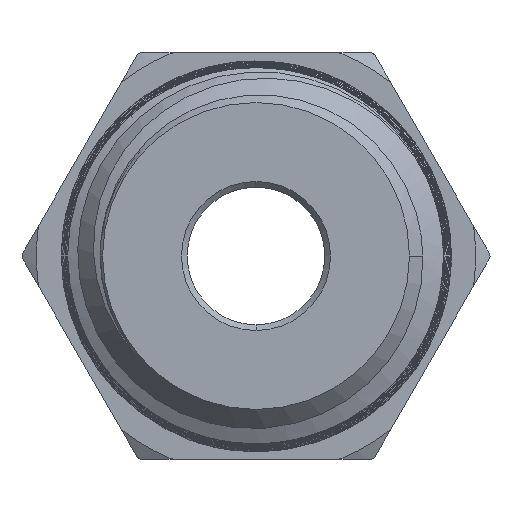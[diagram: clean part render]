
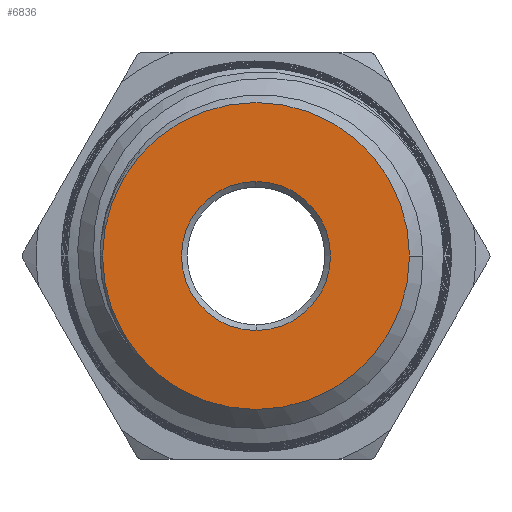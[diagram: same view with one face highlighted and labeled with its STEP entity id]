
A CAD part, left-side view. The second image highlights one B-rep face of the part: STEP entity #6836.
In plain terms, the highlighted planar face has unit normal (-1, 0, 0).
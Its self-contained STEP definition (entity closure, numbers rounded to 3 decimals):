
#2312=CARTESIAN_POINT('',(-15.35,0.,0.));
#2313=DIRECTION('',(-1.,0.,0.));
#2314=DIRECTION('',(0.,1.,0.));
#2315=AXIS2_PLACEMENT_3D('',#2312,#2313,#2314);
#2317=CARTESIAN_POINT('',(-15.35,0.,0.));
#2318=DIRECTION('',(-1.,0.,0.));
#2319=DIRECTION('',(0.,-1.,0.));
#2320=AXIS2_PLACEMENT_3D('',#2317,#2318,#2319);
#2322=CARTESIAN_POINT('',(-15.35,0.,0.));
#2323=DIRECTION('',(1.,0.,0.));
#2324=DIRECTION('',(0.,0.,-1.));
#2325=AXIS2_PLACEMENT_3D('',#2322,#2323,#2324);
#2327=CARTESIAN_POINT('',(-15.35,0.,0.));
#2328=DIRECTION('',(1.,0.,0.));
#2329=DIRECTION('',(0.,0.,1.));
#2330=AXIS2_PLACEMENT_3D('',#2327,#2328,#2329);
#4020=CARTESIAN_POINT('',(-15.35,0.,-2.6));
#4021=CARTESIAN_POINT('',(-15.35,0.,2.6));
#4022=VERTEX_POINT('',#4020);
#4023=VERTEX_POINT('',#4021);
#4034=CARTESIAN_POINT('',(-15.35,5.358,0.));
#4035=CARTESIAN_POINT('',(-15.35,-5.358,0.));
#4036=VERTEX_POINT('',#4034);
#4037=VERTEX_POINT('',#4035);
#6820=CARTESIAN_POINT('',(-15.35,0.,0.));
#6821=DIRECTION('',(-1.,0.,0.));
#6822=DIRECTION('',(0.,1.,0.));
#6823=AXIS2_PLACEMENT_3D('',#6820,#6821,#6822);
#6824=PLANE('',#6823);
#6826=ORIENTED_EDGE('',*,*,#6825,.F.);
#6828=ORIENTED_EDGE('',*,*,#6827,.F.);
#6829=EDGE_LOOP('',(#6826,#6828));
#6830=FACE_OUTER_BOUND('',#6829,.F.);
#6832=ORIENTED_EDGE('',*,*,#6831,.F.);
#6833=ORIENTED_EDGE('',*,*,#6810,.F.);
#6834=EDGE_LOOP('',(#6832,#6833));
#6835=FACE_BOUND('',#6834,.F.);
#2316=CIRCLE('',#2315,5.358);
#2321=CIRCLE('',#2320,5.358);
#2326=CIRCLE('',#2325,2.6);
#2331=CIRCLE('',#2330,2.6);
#6810=EDGE_CURVE('',#4023,#4022,#2331,.T.);
#6825=EDGE_CURVE('',#4036,#4037,#2316,.T.);
#6827=EDGE_CURVE('',#4037,#4036,#2321,.T.);
#6831=EDGE_CURVE('',#4022,#4023,#2326,.T.);
#6836=ADVANCED_FACE('',(#6830,#6835),#6824,.T.);
